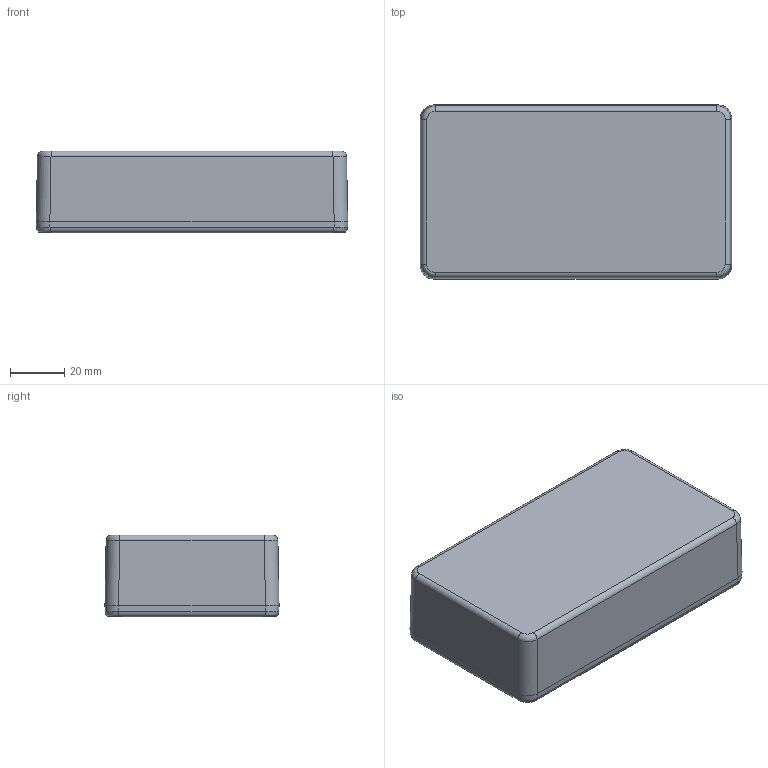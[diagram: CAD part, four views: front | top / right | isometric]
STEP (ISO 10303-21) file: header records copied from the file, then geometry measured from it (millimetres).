
FILE_DESCRIPTION(/* description */ (''),/* implementation_level */ '2;1');
FILE_NAME(/* name */ '1550B.iam.stp',/* time_stamp */ '2014-10-29T10:13:39-04:00',/* author */ ('fwarzocha'),/* organization */ (''),/* preprocessor_version */ 'ST-DEVELOPER v15.2',/* originating_system */ 'Autodesk Inventor 2014',/* authorisation */ '');
FILE_SCHEMA (('AUTOMOTIVE_DESIGN { 1 0 10303 214 3 1 1 }'));
Length unit declared in the file: millimetre
Products named in the file (4): 1550B BOX; 1550B-D LID; SC1550 (screw M3.5-0.6X 12mm FH); 1550B
Bounding box: 114.5 x 64 x 30.1 mm (x, y, z)
Volume: 43028.8 mm3; surface area: 50105 mm2
Topology: 6 solids, 6 shells, 885 faces, 2366 edges, 1544 vertices
Faces by surface type: plane 359, bspline 346, cone 72, cylinder 72, torus 36
Full cylindrical faces by diameter (mm): 3 x4, 3.43 x4, 4.1 x4
Entity records: 40763 total; most frequent: CARTESIAN_POINT 22841, ORIENTED_EDGE 4218, DIRECTION 2708, EDGE_CURVE 2109, VERTEX_POINT 1391, LINE 1098, VECTOR 1098, EDGE_LOOP 904
